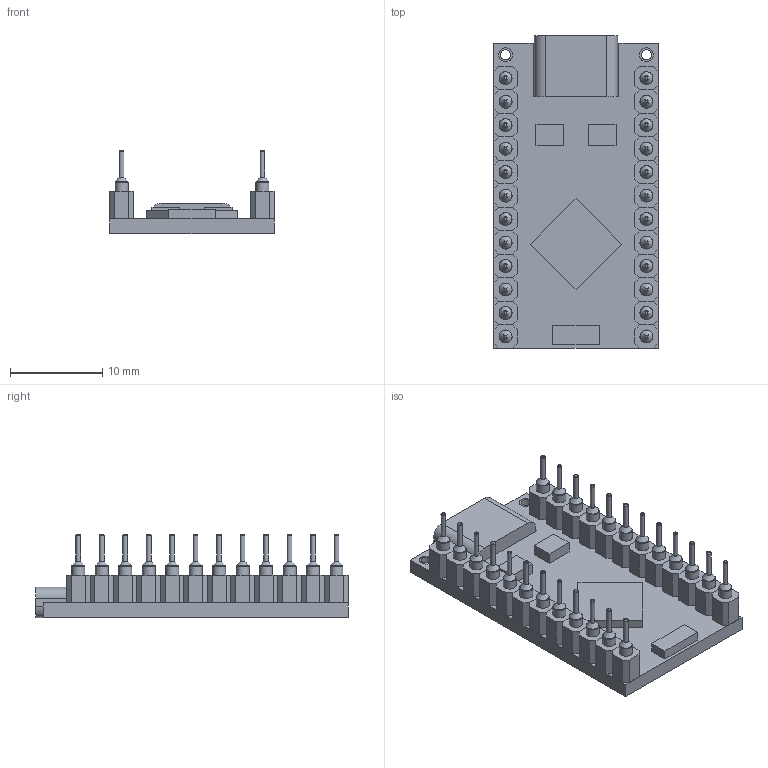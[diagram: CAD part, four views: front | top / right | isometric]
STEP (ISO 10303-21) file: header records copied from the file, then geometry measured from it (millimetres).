
FILE_DESCRIPTION(('FreeCAD Model'),'2;1');
FILE_NAME('Open CASCADE Shape Model','2025-12-10T14:56:45',(''),(''), 'Open CASCADE STEP processor 7.8','FreeCAD','Unknown');
FILE_SCHEMA(('AUTOMOTIVE_DESIGN { 1 0 10303 214 1 1 1 1 }'));
Length unit declared in the file: millimetre
Products named in the file (65): Part001; SuperMini v034; SuperMini v1; SuperMini v002; SuperMini v003; SuperMini v004; SuperMini v005; SuperMini v006; SuperMini v007; SuperMini v008; SuperMini v009; SuperMini v010; SuperMini v011; SuperMini v012; SuperMini v013; SuperMini v014; SuperMini v015; SuperMini v016; SuperMini v017; SuperMini v018; SuperMini v019; SuperMini v020; SuperMini v021; SuperMini v022; SuperMini v023; SuperMini v024; SuperMini v025; SuperMini v026; SuperMini v027; SuperMini v028; SuperMini v029; SuperMini v030; SuperMini v031; SuperMini v032; SuperMini v033; female-header-12p-1; female-header-1p-clone-for-12p002; female-header-1p-clone-for-12p; female-header-1p-clone-for-12p001; female-header-1p-clone-for-12p005 ...
Assembly tree (108 placements, depth 4):
  Part001
    SuperMini v034
      SuperMini v1
      SuperMini v002
      SuperMini v003
      SuperMini v004
      SuperMini v005
      SuperMini v006
      SuperMini v007
      SuperMini v008
      SuperMini v009
      SuperMini v010
      SuperMini v011
      SuperMini v012
      SuperMini v013
      SuperMini v014
      SuperMini v015
      SuperMini v016
      SuperMini v017
      SuperMini v018
      SuperMini v019
      SuperMini v020
      SuperMini v021
      SuperMini v022
      SuperMini v023
      SuperMini v024
      SuperMini v025
      SuperMini v026
      SuperMini v027
      SuperMini v028
      SuperMini v029
      SuperMini v030
      SuperMini v031
      SuperMini v032
      SuperMini v033
    female-header-12p-1
      female-header-1p-clone-for-12p002
        female-header-1p-clone-for-12p
        female-header-1p-clone-for-12p001
      female-header-1p-clone-for-12p005
        female-header-1p-clone-for-12p
        female-header-1p-clone-for-12p001
      female-header-1p-clone-for-12p008
        female-header-1p-clone-for-12p
        female-header-1p-clone-for-12p001
      female-header-1p-clone-for-12p011
        female-header-1p-clone-for-12p
        female-header-1p-clone-for-12p001
      female-header-1p-clone-for-12p014
        female-header-1p-clone-for-12p
        female-header-1p-clone-for-12p001
      female-header-1p-clone-for-12p017
        female-header-1p-clone-for-12p
        female-header-1p-clone-for-12p001
      female-header-1p-clone-for-12p020
        female-header-1p-clone-for-12p
        female-header-1p-clone-for-12p001
      female-header-1p-clone-for-12p023
        female-header-1p-clone-for-12p
        female-header-1p-clone-for-12p001
Bounding box: 17.8 x 33.81 x 9 mm (x, y, z)
Volume: 1450 mm3; surface area: 4424.6 mm2
Topology: 81 solids, 81 shells, 789 faces, 1542 edges, 988 vertices
Faces by surface type: plane 463, cylinder 230, cone 48, bspline 24, torus 24
Full cylindrical faces by diameter (mm): 0.5 x48, 1.1 x26, 1.4 x48, 1.5 x52, 1.8 x48
Entity records: 9307 total; most frequent: DIRECTION 1348, CARTESIAN_POINT 1248, ORIENTED_EDGE 928, AXIS2_PLACEMENT_3D 546, EDGE_CURVE 464, FACE_BOUND 354, EDGE_LOOP 354, VERTEX_POINT 306
